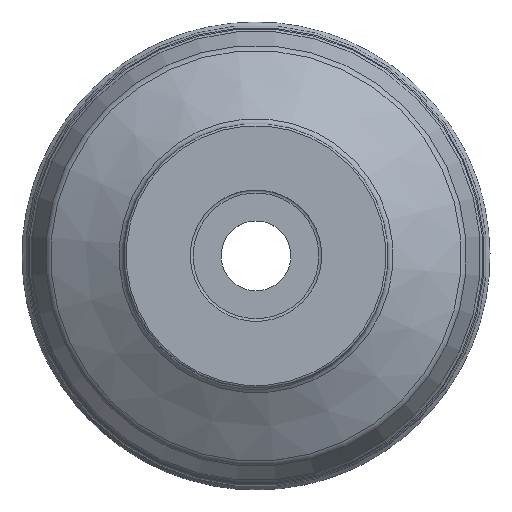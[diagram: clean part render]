
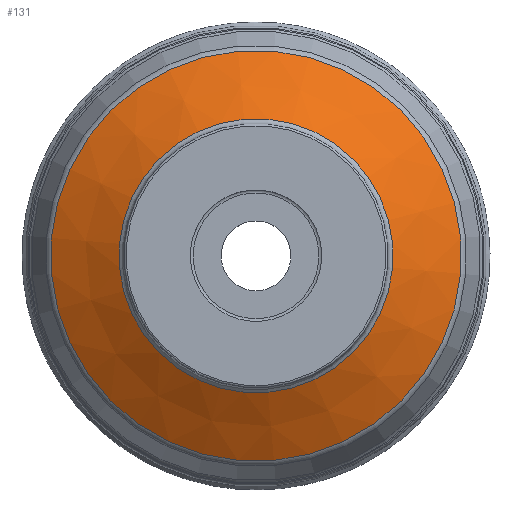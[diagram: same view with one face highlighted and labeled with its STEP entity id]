
A CAD part, top view. The second image highlights one B-rep face of the part: STEP entity #131.
In plain terms, the highlighted conical face has half-angle 59.125 degrees and reference radius 40.328 mm.
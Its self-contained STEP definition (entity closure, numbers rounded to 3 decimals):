
#110=CONICAL_SURFACE('',#597,40.328,59.125);
#131=ADVANCED_FACE('CN_SU3',(#190,#191),#110,.T.);
#190=FACE_BOUND('',#251,.T.);
#191=FACE_BOUND('',#252,.T.);
#251=EDGE_LOOP('',(#311));
#252=EDGE_LOOP('',(#312));
#311=ORIENTED_EDGE('',*,*,#389,.T.);
#312=ORIENTED_EDGE('',*,*,#390,.T.);
#358=VERTEX_POINT('',#853);
#359=VERTEX_POINT('',#855);
#389=EDGE_CURVE('',#358,#358,#419,.T.);
#390=EDGE_CURVE('',#359,#359,#420,.T.);
#419=CIRCLE('',#595,39.669);
#420=CIRCLE('',#596,26.474);
#595=AXIS2_PLACEMENT_3D('',#852,#715,#716);
#596=AXIS2_PLACEMENT_3D('',#854,#717,#718);
#597=AXIS2_PLACEMENT_3D('',#856,#719,#720);
#715=DIRECTION('',(0.,0.,1.));
#716=DIRECTION('',(0.966,0.259,0.));
#717=DIRECTION('',(0.,0.,-1.));
#718=DIRECTION('',(-0.966,-0.259,0.));
#719=DIRECTION('',(0.,0.,-1.));
#720=DIRECTION('',(-0.966,-0.259,0.));
#852=CARTESIAN_POINT('',(0.,0.,-23.606));
#853=CARTESIAN_POINT('',(38.318,10.267,-23.606));
#854=CARTESIAN_POINT('',(0.,0.,-15.717));
#855=CARTESIAN_POINT('',(-25.572,-6.852,-15.717));
#856=CARTESIAN_POINT('',(0.,0.,-24.));
